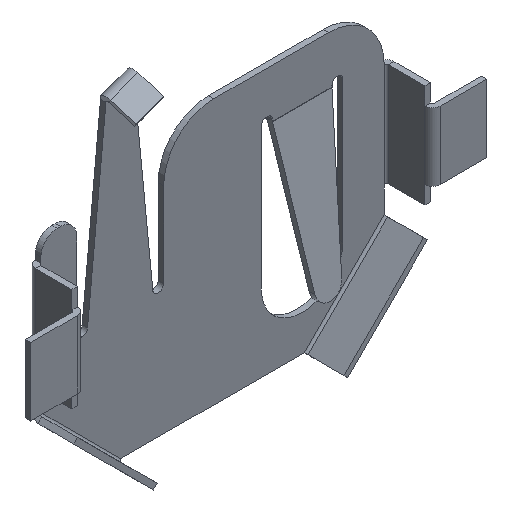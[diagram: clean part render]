
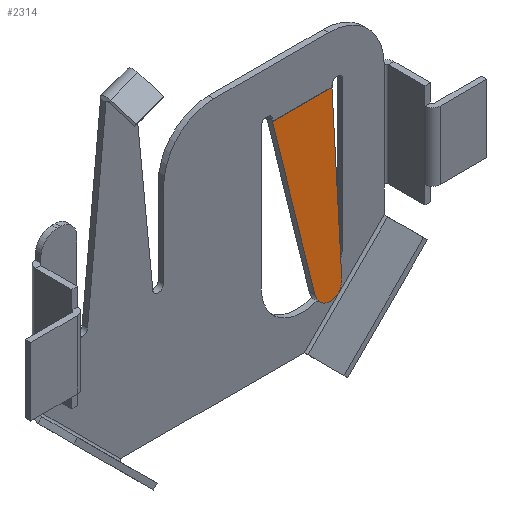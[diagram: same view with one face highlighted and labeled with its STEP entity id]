
A CAD part, isometric view. The second image highlights one B-rep face of the part: STEP entity #2314.
In plain terms, the highlighted planar face has unit normal (0, -0.984, 0.178).
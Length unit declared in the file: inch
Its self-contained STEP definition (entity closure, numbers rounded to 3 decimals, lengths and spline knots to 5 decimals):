
#83 = FACE_OUTER_BOUND ( 'NONE', #2292, .T. ) ;
#174 = VERTEX_POINT ( 'NONE', #3297 ) ;
#221 = DIRECTION ( 'NONE',  ( 0., -0.178, -0.984 ) ) ;
#391 = ORIENTED_EDGE ( 'NONE', *, *, #778, .F. ) ;
#458 = LINE ( 'NONE', #1511, #3234 ) ;
#645 = AXIS2_PLACEMENT_3D ( 'NONE', #3378, #992, #221 ) ;
#703 = DIRECTION ( 'NONE',  ( 1., 0., 0. ) ) ;
#778 = EDGE_CURVE ( 'NONE', #174, #3352, #2749, .T. ) ;
#860 = DIRECTION ( 'NONE',  ( 0., -0.178, -0.984 ) ) ;
#992 = DIRECTION ( 'NONE',  ( 0., -0.984, 0.178 ) ) ;
#1043 = CIRCLE ( 'NONE', #2977, 0.025 ) ;
#1132 = PLANE ( 'NONE',  #2979 ) ;
#1139 = CARTESIAN_POINT ( 'NONE',  ( 0.11, 0.08538, 0.10924 ) ) ;
#1271 = EDGE_CURVE ( 'NONE', #1819, #3352, #458, .T. ) ;
#1273 = VECTOR ( 'NONE', #703, 39.37008 ) ;
#1283 = ORIENTED_EDGE ( 'NONE', *, *, #3272, .T. ) ;
#1326 = LINE ( 'NONE', #1139, #2367 ) ;
#1395 = EDGE_CURVE ( 'NONE', #174, #2952, #1326, .T. ) ;
#1511 = CARTESIAN_POINT ( 'NONE',  ( 0.18985, 0.03696, -0.15883 ) ) ;
#1612 = CARTESIAN_POINT ( 'NONE',  ( 0.14015, 0.03696, -0.15883 ) ) ;
#1636 = ORIENTED_EDGE ( 'NONE', *, *, #1271, .T. ) ;
#1650 = CARTESIAN_POINT ( 'NONE',  ( 0.165, 0.033, -0.18072 ) ) ;
#1714 = CARTESIAN_POINT ( 'NONE',  ( 0.11, 0.08494, 0.10679 ) ) ;
#1745 = DIRECTION ( 'NONE',  ( 0., -0.984, 0.178 ) ) ;
#1787 = DIRECTION ( 'NONE',  ( 0., -0.984, 0.178 ) ) ;
#1819 = VERTEX_POINT ( 'NONE', #2676 ) ;
#2121 = DIRECTION ( 'NONE',  ( 0.11, -0.177, -0.978 ) ) ;
#2145 = CIRCLE ( 'NONE', #645, 0.025 ) ;
#2180 = CARTESIAN_POINT ( 'NONE',  ( 0., 0.06351, -0.01183 ) ) ;
#2292 = EDGE_LOOP ( 'NONE', ( #391, #3050, #3244, #1283, #1636 ) ) ;
#2314 = ADVANCED_FACE ( 'NONE', ( #83 ), #1132, .T. ) ;
#2344 = CARTESIAN_POINT ( 'NONE',  ( 0.165, 0.03744, -0.15612 ) ) ;
#2367 = VECTOR ( 'NONE', #2121, 39.37008 ) ;
#2534 = VERTEX_POINT ( 'NONE', #1650 ) ;
#2577 = DIRECTION ( 'NONE',  ( 0.11, 0.177, 0.978 ) ) ;
#2676 = CARTESIAN_POINT ( 'NONE',  ( 0.18985, 0.03696, -0.15883 ) ) ;
#2749 = LINE ( 'NONE', #1714, #1273 ) ;
#2924 = CARTESIAN_POINT ( 'NONE',  ( 0.21972, 0.08494, 0.10679 ) ) ;
#2952 = VERTEX_POINT ( 'NONE', #1612 ) ;
#2977 = AXIS2_PLACEMENT_3D ( 'NONE', #2344, #1787, #3341 ) ;
#2979 = AXIS2_PLACEMENT_3D ( 'NONE', #2180, #1745, #860 ) ;
#3050 = ORIENTED_EDGE ( 'NONE', *, *, #1395, .T. ) ;
#3234 = VECTOR ( 'NONE', #2577, 39.37008 ) ;
#3242 = EDGE_CURVE ( 'NONE', #2952, #2534, #2145, .T. ) ;
#3244 = ORIENTED_EDGE ( 'NONE', *, *, #3242, .T. ) ;
#3272 = EDGE_CURVE ( 'NONE', #2534, #1819, #1043, .T. ) ;
#3297 = CARTESIAN_POINT ( 'NONE',  ( 0.11028, 0.08494, 0.10679 ) ) ;
#3341 = DIRECTION ( 'NONE',  ( 0., -0.178, -0.984 ) ) ;
#3352 = VERTEX_POINT ( 'NONE', #2924 ) ;
#3378 = CARTESIAN_POINT ( 'NONE',  ( 0.165, 0.03744, -0.15612 ) ) ;
